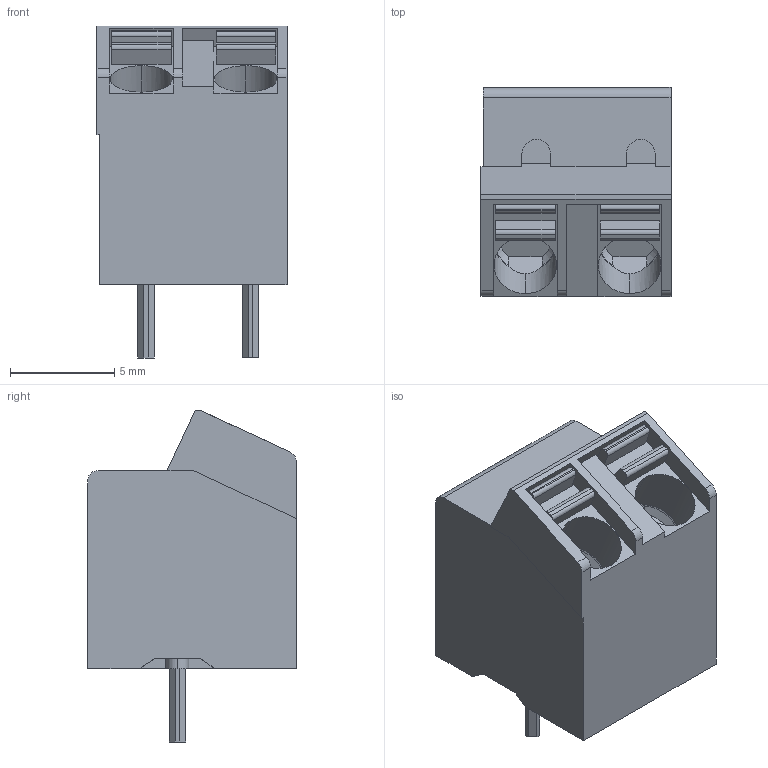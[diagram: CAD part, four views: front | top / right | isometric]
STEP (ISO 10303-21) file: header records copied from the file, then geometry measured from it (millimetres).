
FILE_DESCRIPTION((''),'2;1');
FILE_NAME('PHOENIX_1752214.stp','2013-06-12T13:05:47',(''),(''),'Mechanical Desktop 2011','Mechanical Desktop 2011',', , ');
FILE_SCHEMA(('AUTOMOTIVE_DESIGN { 1 2 10303 214 1 1 1 1 }'));
Length unit declared in the file: millimetre
Products named in the file (1): Product
Bounding box: 9.1 x 10 x 15.9 mm (x, y, z)
Volume: 867.9 mm3; surface area: 744.7 mm2
Topology: 9 solids, 9 shells, 169 faces, 431 edges, 289 vertices
Faces by surface type: plane 120, cylinder 39, bspline 6, cone 4
Entity records: 5524 total; most frequent: CARTESIAN_POINT 1272, DIRECTION 871, ORIENTED_EDGE 862, EDGE_CURVE 431, VECTOR 311, LINE 311, VERTEX_POINT 289, AXIS2_PLACEMENT_3D 280
